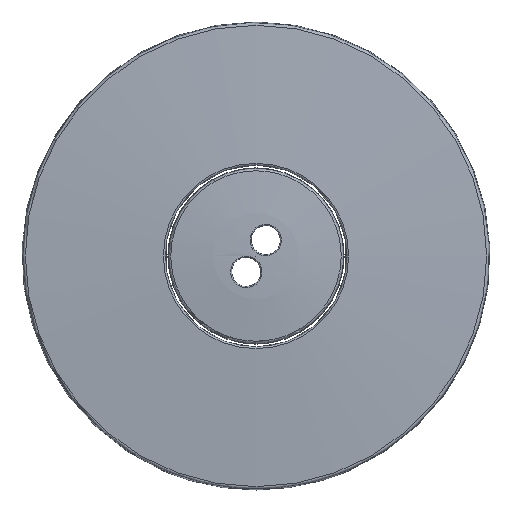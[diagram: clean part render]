
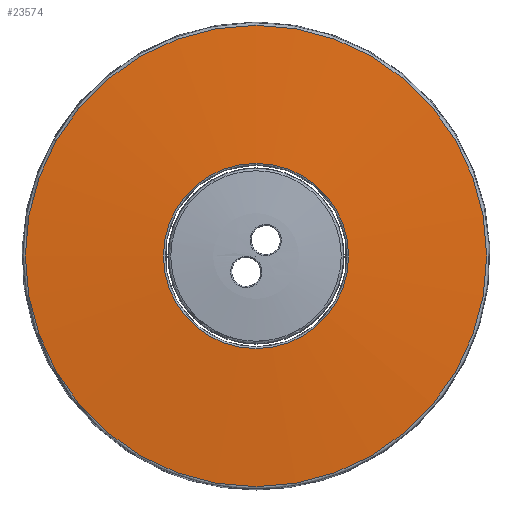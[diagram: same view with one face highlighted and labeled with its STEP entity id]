
A CAD part, left-side view. The second image highlights one B-rep face of the part: STEP entity #23574.
In plain terms, the highlighted spherical face has radius 431.11 mm.
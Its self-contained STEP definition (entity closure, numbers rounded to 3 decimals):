
#76=SPHERICAL_SURFACE('',#24838,431.11);
#13033=ORIENTED_EDGE('',*,*,#16538,.T.);
#13034=ORIENTED_EDGE('',*,*,#16539,.T.);
#16538=EDGE_CURVE('',#18810,#18810,#19275,.T.);
#16539=EDGE_CURVE('',#18811,#18811,#19276,.T.);
#18810=VERTEX_POINT('',#53606);
#18811=VERTEX_POINT('',#53609);
#19275=CIRCLE('',#24835,41.896);
#19276=CIRCLE('',#24837,16.821);
#20743=EDGE_LOOP('',(#13033));
#20744=EDGE_LOOP('',(#13034));
#22212=FACE_BOUND('',#20743,.T.);
#22213=FACE_BOUND('',#20744,.T.);
#23574=ADVANCED_FACE('',(#22212,#22213),#76,.T.);
#24835=AXIS2_PLACEMENT_3D('',#53605,#28891,#28892);
#24837=AXIS2_PLACEMENT_3D('',#53608,#28895,#28896);
#24838=AXIS2_PLACEMENT_3D('',#53610,#28897,#28898);
#28891=DIRECTION('',(0.,0.,1.));
#28892=DIRECTION('',(-1.,0.,0.));
#28895=DIRECTION('',(0.,0.,-1.));
#28896=DIRECTION('',(1.,0.,0.));
#28897=DIRECTION('',(0.,0.,1.));
#28898=DIRECTION('',(1.,0.,0.));
#53605=CARTESIAN_POINT('',(0.,0.,9.259));
#53606=CARTESIAN_POINT('',(-41.896,0.,9.259));
#53608=CARTESIAN_POINT('',(0.,0.,10.972));
#53609=CARTESIAN_POINT('',(16.821,0.,10.972));
#53610=CARTESIAN_POINT('',(0.,0.,-419.81));
